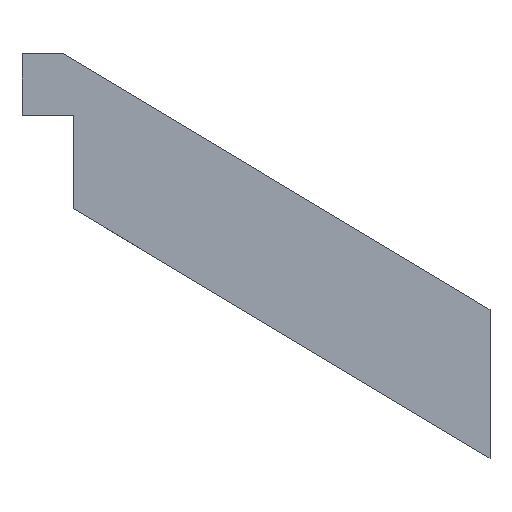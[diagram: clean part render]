
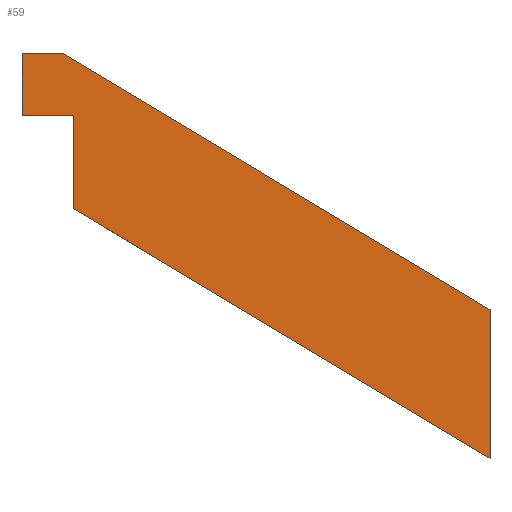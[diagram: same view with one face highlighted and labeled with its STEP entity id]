
A CAD part, top view. The second image highlights one B-rep face of the part: STEP entity #59.
In plain terms, the highlighted planar face has unit normal (0, 0, 1).
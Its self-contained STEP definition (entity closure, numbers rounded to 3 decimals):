
#6 = VECTOR ( 'NONE', #141, 1000. ) ;
#13 = LINE ( 'NONE', #297, #15 ) ;
#15 = VECTOR ( 'NONE', #70, 1000. ) ;
#17 = EDGE_CURVE ( 'NONE', #212, #83, #161, .T. ) ;
#19 = LINE ( 'NONE', #193, #240 ) ;
#20 = EDGE_LOOP ( 'NONE', ( #197, #51, #39, #204, #226, #222, #194 ) ) ;
#24 = EDGE_CURVE ( 'NONE', #49, #212, #221, .T. ) ;
#39 = ORIENTED_EDGE ( 'NONE', *, *, #92, .T. ) ;
#40 = CARTESIAN_POINT ( 'NONE',  ( 0., 0., 1. ) ) ;
#42 = VECTOR ( 'NONE', #248, 1000. ) ;
#49 = VERTEX_POINT ( 'NONE', #66 ) ;
#51 = ORIENTED_EDGE ( 'NONE', *, *, #71, .T. ) ;
#54 = DIRECTION ( 'NONE',  ( 0., -1., 0. ) ) ;
#59 = ADVANCED_FACE ( 'NONE', ( #228 ), #294, .F. ) ;
#66 = CARTESIAN_POINT ( 'NONE',  ( -40.302, 24.181, 1. ) ) ;
#70 = DIRECTION ( 'NONE',  ( -0.857, 0.514, 0. ) ) ;
#71 = EDGE_CURVE ( 'NONE', #83, #269, #13, .T. ) ;
#83 = VERTEX_POINT ( 'NONE', #134 ) ;
#86 = LINE ( 'NONE', #213, #203 ) ;
#92 = EDGE_CURVE ( 'NONE', #269, #173, #232, .T. ) ;
#105 = VERTEX_POINT ( 'NONE', #186 ) ;
#123 = LINE ( 'NONE', #142, #143 ) ;
#132 = CARTESIAN_POINT ( 'NONE',  ( 0., 0., 1. ) ) ;
#134 = CARTESIAN_POINT ( 'NONE',  ( 0., 14.4, 1. ) ) ;
#139 = VERTEX_POINT ( 'NONE', #255 ) ;
#141 = DIRECTION ( 'NONE',  ( -1., 0., 0. ) ) ;
#142 = CARTESIAN_POINT ( 'NONE',  ( -45.302, 33.181, 1. ) ) ;
#143 = VECTOR ( 'NONE', #169, 1000. ) ;
#153 = AXIS2_PLACEMENT_3D ( 'NONE', #132, #158, #155 ) ;
#155 = DIRECTION ( 'NONE',  ( -1., 0., 0. ) ) ;
#158 = DIRECTION ( 'NONE',  ( 0., 0., -1. ) ) ;
#161 = LINE ( 'NONE', #179, #42 ) ;
#169 = DIRECTION ( 'NONE',  ( 0., -1., 0. ) ) ;
#173 = VERTEX_POINT ( 'NONE', #282 ) ;
#179 = CARTESIAN_POINT ( 'NONE',  ( 0., 14.4, 1. ) ) ;
#186 = CARTESIAN_POINT ( 'NONE',  ( -40.302, 33.181, 1. ) ) ;
#193 = CARTESIAN_POINT ( 'NONE',  ( -40.302, 33.181, 1. ) ) ;
#194 = ORIENTED_EDGE ( 'NONE', *, *, #24, .T. ) ;
#197 = ORIENTED_EDGE ( 'NONE', *, *, #17, .T. ) ;
#202 = DIRECTION ( 'NONE',  ( 0.857, -0.514, 0. ) ) ;
#203 = VECTOR ( 'NONE', #54, 1000. ) ;
#204 = ORIENTED_EDGE ( 'NONE', *, *, #263, .T. ) ;
#212 = VERTEX_POINT ( 'NONE', #285 ) ;
#213 = CARTESIAN_POINT ( 'NONE',  ( -40.302, 24.181, 1. ) ) ;
#221 = LINE ( 'NONE', #40, #241 ) ;
#222 = ORIENTED_EDGE ( 'NONE', *, *, #270, .T. ) ;
#226 = ORIENTED_EDGE ( 'NONE', *, *, #275, .T. ) ;
#228 = FACE_OUTER_BOUND ( 'NONE', #20, .T. ) ;
#232 = LINE ( 'NONE', #280, #6 ) ;
#238 = CARTESIAN_POINT ( 'NONE',  ( -41.302, 39.181, 1. ) ) ;
#240 = VECTOR ( 'NONE', #284, 1000. ) ;
#241 = VECTOR ( 'NONE', #202, 1000. ) ;
#248 = DIRECTION ( 'NONE',  ( 0., 1., 0. ) ) ;
#255 = CARTESIAN_POINT ( 'NONE',  ( -45.302, 33.181, 1. ) ) ;
#263 = EDGE_CURVE ( 'NONE', #173, #139, #123, .T. ) ;
#269 = VERTEX_POINT ( 'NONE', #238 ) ;
#270 = EDGE_CURVE ( 'NONE', #105, #49, #86, .T. ) ;
#275 = EDGE_CURVE ( 'NONE', #139, #105, #19, .T. ) ;
#280 = CARTESIAN_POINT ( 'NONE',  ( -45.302, 39.181, 1. ) ) ;
#282 = CARTESIAN_POINT ( 'NONE',  ( -45.302, 39.181, 1. ) ) ;
#284 = DIRECTION ( 'NONE',  ( 1., 0., 0. ) ) ;
#285 = CARTESIAN_POINT ( 'NONE',  ( 0., 0., 1. ) ) ;
#294 = PLANE ( 'NONE',  #153 ) ;
#297 = CARTESIAN_POINT ( 'NONE',  ( -41.302, 39.181, 1. ) ) ;
